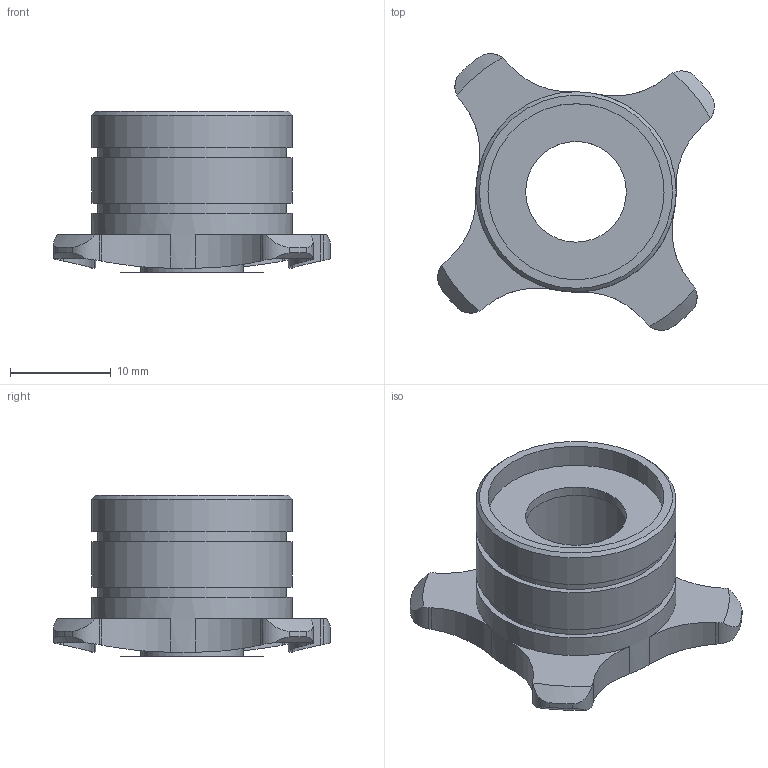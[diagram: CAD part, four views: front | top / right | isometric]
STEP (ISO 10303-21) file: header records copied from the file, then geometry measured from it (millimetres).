
FILE_DESCRIPTION(('HOOPS Exchange Step'),'2;1');
FILE_NAME('temp_export','2023-07-13T17:28:32+02:00',('mobile'),('Shapr3D Limited'),'HOOPS Exchange 2022.2','Shapr3D','Authorized');
FILE_SCHEMA( ('AUTOMOTIVE_DESIGN { 1 0 10303 214 1 1 1 1 }') );
Length unit declared in the file: millimetre
Products named in the file (4): EX-BH- 70 ADAPTADOR RCA_v2; EX-BH-58 ADAPTADOR CONECTOR RCA-BH; 0. ROVER-BH_v1-1.stp; root
Assembly tree (3 placements, depth 4):
  root
    0. ROVER-BH_v1-1.stp
      EX-BH-58 ADAPTADOR CONECTOR RCA-BH
        EX-BH- 70 ADAPTADOR RCA_v2
Bounding box: 27.5 x 27.5 x 16 mm (x, y, z)
Volume: 3149.6 mm3; surface area: 2788.5 mm2
Topology: 1 solids, 1 shells, 62 faces, 157 edges, 104 vertices
Faces by surface type: cylinder 30, plane 21, cone 11
Full cylindrical faces by diameter (mm): 10 x1, 10.188 x1, 14 x1, 17.5 x1, 18.7 x2, 19.9 x3
Entity records: 2322 total; most frequent: CARTESIAN_POINT 747, ORIENTED_EDGE 314, DIRECTION 313, EDGE_CURVE 157, AXIS2_PLACEMENT_3D 130, VERTEX_POINT 104, EDGE_LOOP 71, FACE_BOUND 71
